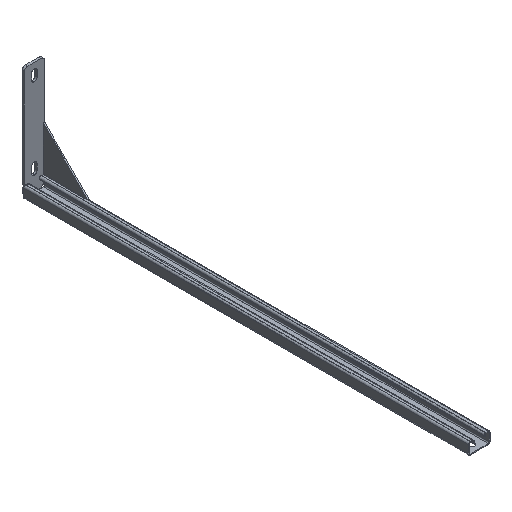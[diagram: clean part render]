
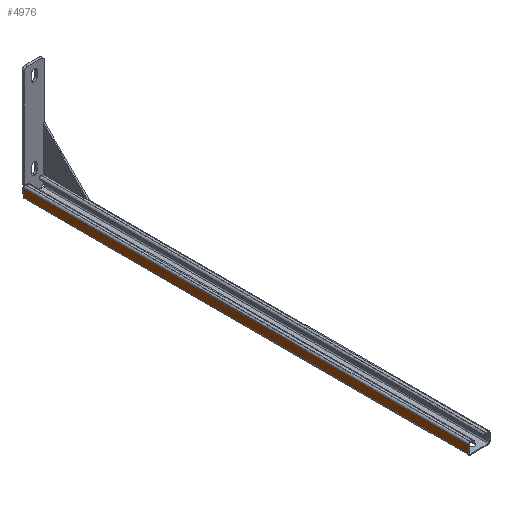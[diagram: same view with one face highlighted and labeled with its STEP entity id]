
A CAD part, isometric view. The second image highlights one B-rep face of the part: STEP entity #4976.
In plain terms, the highlighted planar face has unit normal (-1, 0, 0).
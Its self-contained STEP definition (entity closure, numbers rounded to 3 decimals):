
#48 = CARTESIAN_POINT ( 'NONE',  ( -24., -995., 20. ) ) ;
#238 = EDGE_CURVE ( 'NONE', #1305, #3128, #1428, .T. ) ;
#356 = CARTESIAN_POINT ( 'NONE',  ( -24., -995., 24. ) ) ;
#768 = VECTOR ( 'NONE', #1741, 1000. ) ;
#864 = DIRECTION ( 'NONE',  ( 0., 0., -1. ) ) ;
#925 = LINE ( 'NONE', #4024, #768 ) ;
#1305 = VERTEX_POINT ( 'NONE', #2489 ) ;
#1376 = CARTESIAN_POINT ( 'NONE',  ( -24., -5., 24. ) ) ;
#1428 = LINE ( 'NONE', #48, #4859 ) ;
#1489 = VERTEX_POINT ( 'NONE', #4318 ) ;
#1741 = DIRECTION ( 'NONE',  ( 0., 1., 0. ) ) ;
#2489 = CARTESIAN_POINT ( 'NONE',  ( -24., -995., 20. ) ) ;
#2745 = PLANE ( 'NONE',  #5644 ) ;
#2776 = DIRECTION ( 'NONE',  ( 0., 1., 0. ) ) ;
#2784 = ORIENTED_EDGE ( 'NONE', *, *, #4829, .F. ) ;
#3128 = VERTEX_POINT ( 'NONE', #5541 ) ;
#3205 = DIRECTION ( 'NONE',  ( 0., 1., 0. ) ) ;
#3505 = VECTOR ( 'NONE', #864, 1000. ) ;
#3507 = LINE ( 'NONE', #1376, #4768 ) ;
#3677 = ORIENTED_EDGE ( 'NONE', *, *, #5407, .F. ) ;
#3723 = CARTESIAN_POINT ( 'NONE',  ( -24., -5., 2. ) ) ;
#3996 = EDGE_LOOP ( 'NONE', ( #5344, #2784, #3677, #4000 ) ) ;
#4000 = ORIENTED_EDGE ( 'NONE', *, *, #238, .T. ) ;
#4024 = CARTESIAN_POINT ( 'NONE',  ( -24., -995., 2. ) ) ;
#4177 = DIRECTION ( 'NONE',  ( 0., 0., -1. ) ) ;
#4318 = CARTESIAN_POINT ( 'NONE',  ( -24., -995., 2. ) ) ;
#4768 = VECTOR ( 'NONE', #4177, 1000. ) ;
#4829 = EDGE_CURVE ( 'NONE', #1489, #6238, #925, .T. ) ;
#4859 = VECTOR ( 'NONE', #2776, 1000. ) ;
#4976 = ADVANCED_FACE ( 'NONE', ( #5071 ), #2745, .F. ) ;
#5035 = EDGE_CURVE ( 'NONE', #3128, #6238, #3507, .T. ) ;
#5071 = FACE_OUTER_BOUND ( 'NONE', #3996, .T. ) ;
#5344 = ORIENTED_EDGE ( 'NONE', *, *, #5035, .T. ) ;
#5407 = EDGE_CURVE ( 'NONE', #1305, #1489, #6251, .T. ) ;
#5541 = CARTESIAN_POINT ( 'NONE',  ( -24., -5., 20. ) ) ;
#5585 = CARTESIAN_POINT ( 'NONE',  ( -24., -995., 24. ) ) ;
#5644 = AXIS2_PLACEMENT_3D ( 'NONE', #5585, #6089, #3205 ) ;
#6089 = DIRECTION ( 'NONE',  ( 1., 0., 0. ) ) ;
#6238 = VERTEX_POINT ( 'NONE', #3723 ) ;
#6251 = LINE ( 'NONE', #356, #3505 ) ;
